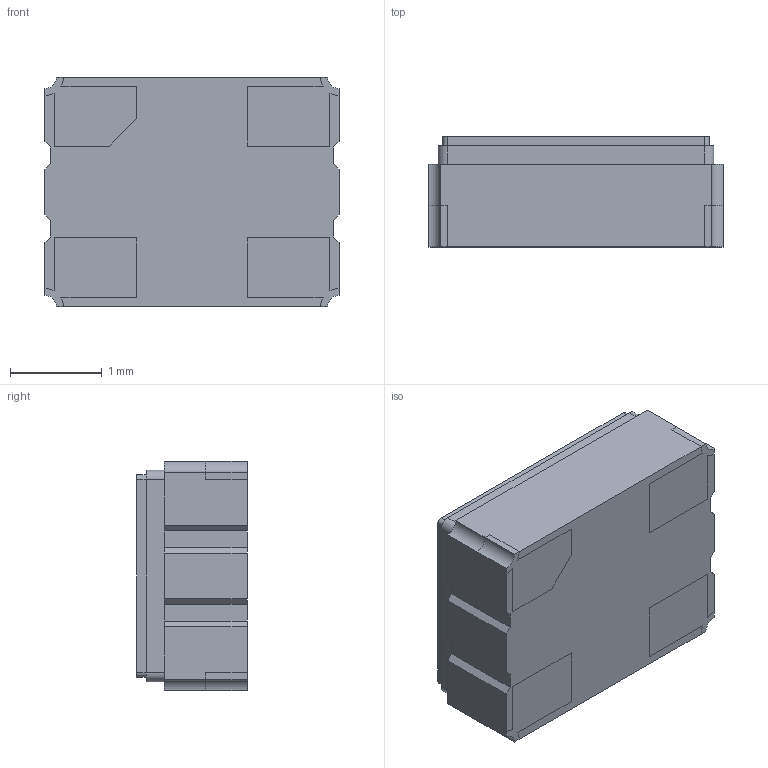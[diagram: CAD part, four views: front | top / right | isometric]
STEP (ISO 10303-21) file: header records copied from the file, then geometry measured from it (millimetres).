
FILE_DESCRIPTION(('FreeCAD Model'),'2;1');
FILE_NAME('Open CASCADE Shape Model','2025-11-13T18:20:22',(''),(''), 'Open CASCADE STEP processor 7.8','FreeCAD','Unknown');
FILE_SCHEMA(('AP242_MANAGED_MODEL_BASED_3D_ENGINEERING_MIM_LF. {1 0 10303 442 1 1 4 }'));
Length unit declared in the file: millimetre
Products named in the file (9): ECS-3225MV-260-BN-TR008; ECS-3225MV-260-BN-TR; ECS-3225MV-260-BN-TR001; ECS-3225MV-260-BN-TR002; ECS-3225MV-260-BN-TR003; ECS-3225MV-260-BN-TR004; ECS-3225MV-260-BN-TR005; ECS-3225MV-260-BN-TR006; ECS-3225MV-260-BN-TR007
Assembly tree (8 placements, depth 2):
  ECS-3225MV-260-BN-TR008
    ECS-3225MV-260-BN-TR
    ECS-3225MV-260-BN-TR001
    ECS-3225MV-260-BN-TR002
    ECS-3225MV-260-BN-TR003
    ECS-3225MV-260-BN-TR004
    ECS-3225MV-260-BN-TR005
    ECS-3225MV-260-BN-TR006
    ECS-3225MV-260-BN-TR007
Bounding box: 3.2 x 1.2 x 2.5 mm (x, y, z)
Volume: 9.1 mm3; surface area: 71.8 mm2
Topology: 8 solids, 8 shells, 127 faces, 330 edges, 220 vertices
Faces by surface type: plane 91, cylinder 36
Entity records: 8508 total; most frequent: CARTESIAN_POINT 1580, DIRECTION 1295, LINE 846, VECTOR 846, ORIENTED_EDGE 660, PCURVE 660, DEFINITIONAL_REPRESENTATION 660, EDGE_CURVE 330
